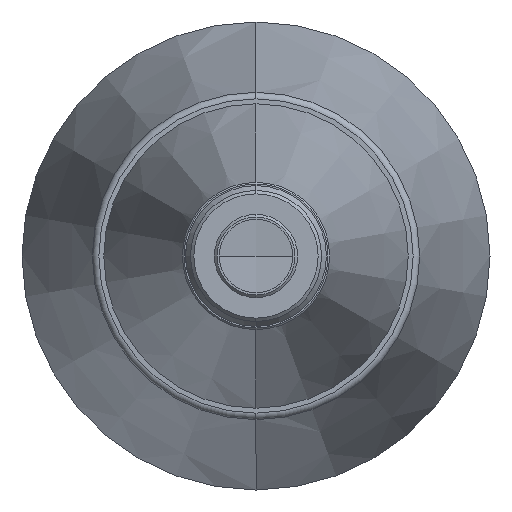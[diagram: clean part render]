
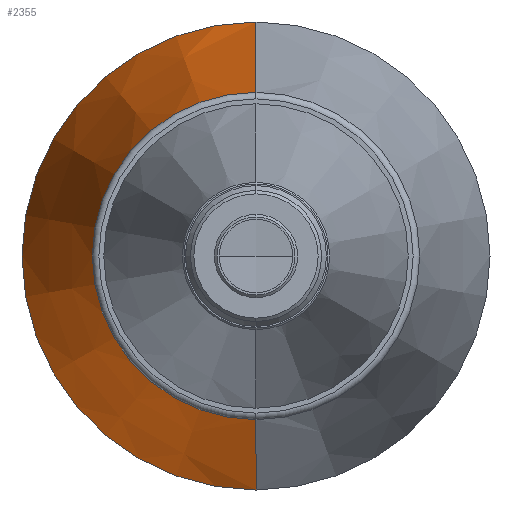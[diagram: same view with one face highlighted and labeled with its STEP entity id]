
A CAD part, left-side view. The second image highlights one B-rep face of the part: STEP entity #2355.
In plain terms, the highlighted conical face has half-angle 13.358 degrees and reference radius 50 mm.
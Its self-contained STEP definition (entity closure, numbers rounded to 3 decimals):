
#37 = VECTOR ( 'NONE', #3403, 1000. ) ;
#218 = VERTEX_POINT ( 'NONE', #1303 ) ;
#272 = VERTEX_POINT ( 'NONE', #2876 ) ;
#403 = FACE_OUTER_BOUND ( 'NONE', #1395, .T. ) ;
#605 = VERTEX_POINT ( 'NONE', #3776 ) ;
#675 = AXIS2_PLACEMENT_3D ( 'NONE', #1201, #3928, #1596 ) ;
#1070 = ORIENTED_EDGE ( 'NONE', *, *, #3355, .F. ) ;
#1201 = CARTESIAN_POINT ( 'NONE',  ( 304.512, 0., 0. ) ) ;
#1303 = CARTESIAN_POINT ( 'NONE',  ( 304.512, 0., 71.5 ) ) ;
#1395 = EDGE_LOOP ( 'NONE', ( #1673, #1846, #4327, #1070 ) ) ;
#1447 = EDGE_CURVE ( 'NONE', #272, #4998, #2363, .T. ) ;
#1510 = CARTESIAN_POINT ( 'NONE',  ( 213.972, 0., -50. ) ) ;
#1543 = EDGE_CURVE ( 'NONE', #272, #218, #3166, .T. ) ;
#1548 = AXIS2_PLACEMENT_3D ( 'NONE', #2069, #4372, #4412 ) ;
#1596 = DIRECTION ( 'NONE',  ( 0., 0., 1. ) ) ;
#1673 = ORIENTED_EDGE ( 'NONE', *, *, #1447, .F. ) ;
#1741 = CIRCLE ( 'NONE', #675, 71.5 ) ;
#1846 = ORIENTED_EDGE ( 'NONE', *, *, #1543, .T. ) ;
#1956 = CARTESIAN_POINT ( 'NONE',  ( 213.972, 0., 0. ) ) ;
#2053 = CARTESIAN_POINT ( 'NONE',  ( 213.972, 0., -50. ) ) ;
#2069 = CARTESIAN_POINT ( 'NONE',  ( 213.972, 0., 0. ) ) ;
#2347 = DIRECTION ( 'NONE',  ( 0., 0., 1. ) ) ;
#2355 = ADVANCED_FACE ( 'NONE', ( #403 ), #4990, .T. ) ;
#2363 = CIRCLE ( 'NONE', #2750, 50. ) ;
#2750 = AXIS2_PLACEMENT_3D ( 'NONE', #1956, #4691, #2347 ) ;
#2876 = CARTESIAN_POINT ( 'NONE',  ( 213.972, 0., 50. ) ) ;
#2970 = VECTOR ( 'NONE', #4778, 1000. ) ;
#3166 = LINE ( 'NONE', #3790, #37 ) ;
#3355 = EDGE_CURVE ( 'NONE', #4998, #605, #5058, .T. ) ;
#3403 = DIRECTION ( 'NONE',  ( 0.973, 0., 0.231 ) ) ;
#3776 = CARTESIAN_POINT ( 'NONE',  ( 304.512, 0., -71.5 ) ) ;
#3790 = CARTESIAN_POINT ( 'NONE',  ( 213.972, 0., 50. ) ) ;
#3928 = DIRECTION ( 'NONE',  ( -1., 0., 0. ) ) ;
#3993 = EDGE_CURVE ( 'NONE', #218, #605, #1741, .T. ) ;
#4327 = ORIENTED_EDGE ( 'NONE', *, *, #3993, .T. ) ;
#4372 = DIRECTION ( 'NONE',  ( 1., 0., 0. ) ) ;
#4412 = DIRECTION ( 'NONE',  ( 0., 0., -1. ) ) ;
#4691 = DIRECTION ( 'NONE',  ( -1., 0., 0. ) ) ;
#4778 = DIRECTION ( 'NONE',  ( 0.973, 0., -0.231 ) ) ;
#4990 = CONICAL_SURFACE ( 'NONE', #1548, 50., 0.233 ) ;
#4998 = VERTEX_POINT ( 'NONE', #1510 ) ;
#5058 = LINE ( 'NONE', #2053, #2970 ) ;
